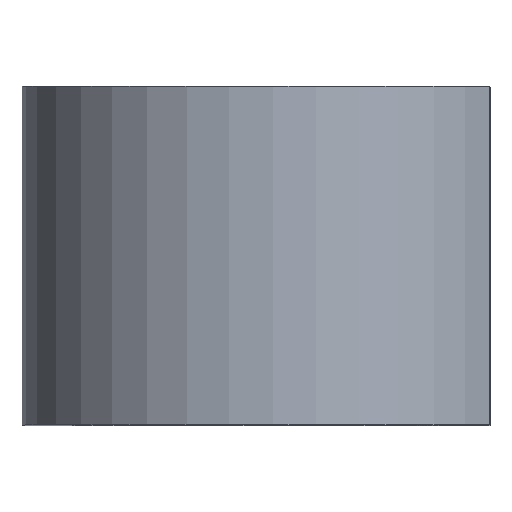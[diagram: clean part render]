
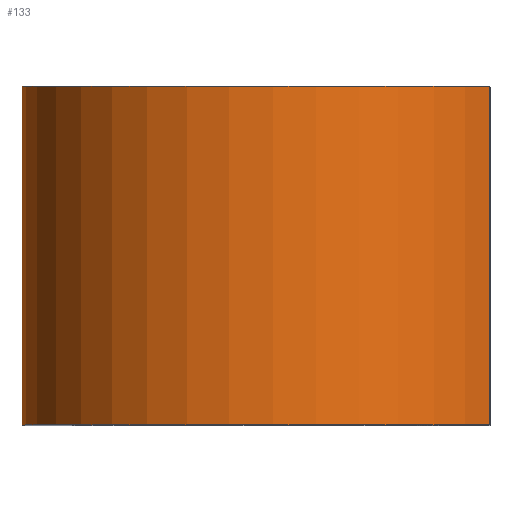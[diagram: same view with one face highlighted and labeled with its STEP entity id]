
A CAD part, top view. The second image highlights one B-rep face of the part: STEP entity #133.
In plain terms, the highlighted cylindrical face has radius 20 mm (diameter 40 mm), a partial arc.
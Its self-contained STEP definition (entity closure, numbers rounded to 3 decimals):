
#133=ADVANCED_FACE('1:6128',(#291),#292,.T.);
#291=FACE_OUTER_BOUND('',#467,.T.);
#292=CYLINDRICAL_SURFACE('',#468,20.0);
#467=EDGE_LOOP('',(#799,#800,#801,#802));
#468=AXIS2_PLACEMENT_3D('',#803,#804,#805);
#799=ORIENTED_EDGE('',*,*,#1081,.T.);
#800=ORIENTED_EDGE('',*,*,#1111,.F.);
#801=ORIENTED_EDGE('',*,*,#1097,.T.);
#802=ORIENTED_EDGE('',*,*,#1113,.T.);
#803=CARTESIAN_POINT('',(1.34,-13.5,10.));
#804=DIRECTION('',(0.0,1.0,0.0));
#805=DIRECTION('',(-1.,0.0,0.));
#1081=EDGE_CURVE('1:6209',#1319,#1317,#1320,.T.);
#1097=EDGE_CURVE('1:6215',#1342,#1340,#1343,.T.);
#1111=EDGE_CURVE('1:6212',#1342,#1317,#1360,.T.);
#1113=EDGE_CURVE('1:6203',#1340,#1319,#1362,.T.);
#1317=VERTEX_POINT('',#1646);
#1319=VERTEX_POINT('',#1649);
#1320=CIRCLE('',#1650,20.0);
#1340=VERTEX_POINT('',#1737);
#1342=VERTEX_POINT('',#1740);
#1343=CIRCLE('',#1741,20.0);
#1360=LINE('',#1795,#1796);
#1362=LINE('',#1798,#1799);
#1646=CARTESIAN_POINT('',(-18.66,13.5,10.));
#1649=CARTESIAN_POINT('',(18.66,13.5,20.));
#1650=AXIS2_PLACEMENT_3D('',#2030,#2031,#2032);
#1737=CARTESIAN_POINT('',(18.66,-13.5,20.));
#1740=CARTESIAN_POINT('',(-18.66,-13.5,10.));
#1741=AXIS2_PLACEMENT_3D('',#2050,#2051,#2052);
#1795=CARTESIAN_POINT('',(-18.66,-13.5,10.));
#1796=VECTOR('',#2063,1.0);
#1798=CARTESIAN_POINT('',(18.66,-13.5,20.));
#1799=VECTOR('',#2064,1.0);
#2030=CARTESIAN_POINT('',(1.34,13.5,10.));
#2031=DIRECTION('',(0.0,-1.0,-0.0));
#2032=DIRECTION('',(-1.,0.0,0.));
#2050=CARTESIAN_POINT('',(1.34,-13.5,10.));
#2051=DIRECTION('',(0.0,1.0,0.0));
#2052=DIRECTION('',(-1.,0.0,0.));
#2063=DIRECTION('',(0.0,1.0,0.0));
#2064=DIRECTION('',(0.0,1.0,0.0));
